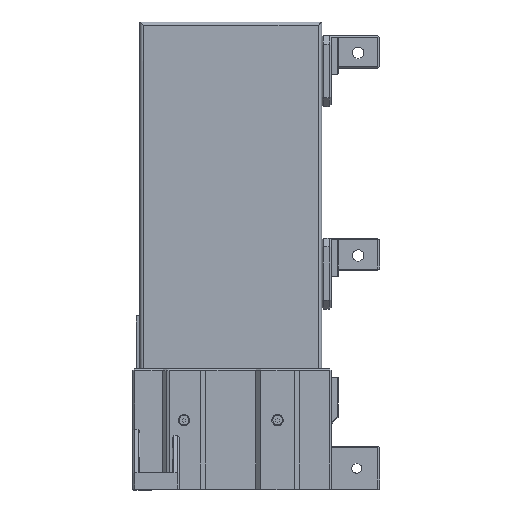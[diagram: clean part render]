
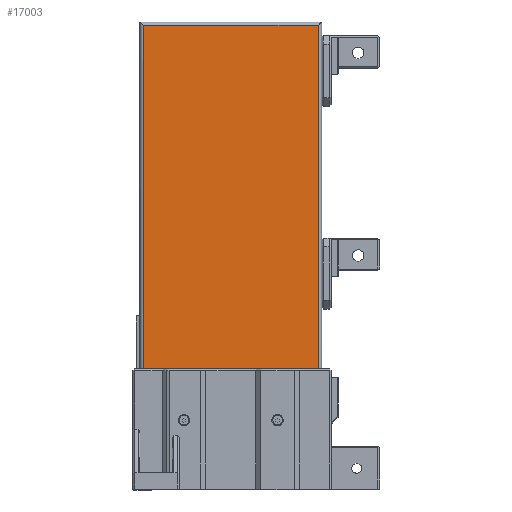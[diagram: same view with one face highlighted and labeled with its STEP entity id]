
A CAD part, left-side view. The second image highlights one B-rep face of the part: STEP entity #17003.
In plain terms, the highlighted face is planar.
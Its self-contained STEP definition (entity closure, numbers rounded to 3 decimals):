
#2248=LINE('',#24910,#3885);
#2250=LINE('',#24918,#3887);
#2252=LINE('',#24924,#3889);
#2259=LINE('',#24947,#3896);
#2268=LINE('',#24964,#3905);
#2291=LINE('',#25018,#3928);
#2294=LINE('',#25026,#3931);
#2296=LINE('',#25030,#3933);
#2298=LINE('',#25034,#3935);
#2301=LINE('',#25041,#3938);
#3885=VECTOR('',#20701,1000.);
#3887=VECTOR('',#20709,1000.);
#3889=VECTOR('',#20715,1000.);
#3896=VECTOR('',#20736,1000.);
#3905=VECTOR('',#20749,1000.);
#3928=VECTOR('',#20802,1000.);
#3931=VECTOR('',#20811,1000.);
#3933=VECTOR('',#20815,1000.);
#3935=VECTOR('',#20819,1000.);
#3938=VECTOR('',#20828,1000.);
#5118=FACE_OUTER_BOUND('',#6179,.T.);
#6179=EDGE_LOOP('',(#13016,#13017,#13018,#13019,#13020,#13021,#13022,#13023,
#13024,#13025,#13026,#13027));
#6956=CIRCLE('',#18232,1.5);
#6957=CIRCLE('',#18237,1.5);
#7708=VERTEX_POINT('',#24906);
#7710=VERTEX_POINT('',#24909);
#7712=VERTEX_POINT('',#24915);
#7715=VERTEX_POINT('',#24922);
#7724=VERTEX_POINT('',#24946);
#7730=VERTEX_POINT('',#24962);
#7746=VERTEX_POINT('',#25017);
#7747=VERTEX_POINT('',#25021);
#7748=VERTEX_POINT('',#25025);
#7749=VERTEX_POINT('',#25029);
#7750=VERTEX_POINT('',#25033);
#7751=VERTEX_POINT('',#25037);
#9556=EDGE_CURVE('',#7708,#7710,#2248,.T.);
#9560=EDGE_CURVE('',#7712,#7708,#2250,.T.);
#9563=EDGE_CURVE('',#7715,#7712,#2252,.T.);
#9574=EDGE_CURVE('',#7710,#7724,#2259,.T.);
#9583=EDGE_CURVE('',#7730,#7715,#2268,.T.);
#9608=EDGE_CURVE('',#7730,#7746,#2291,.T.);
#9610=EDGE_CURVE('',#7746,#7747,#6956,.T.);
#9612=EDGE_CURVE('',#7747,#7748,#2294,.T.);
#9614=EDGE_CURVE('',#7749,#7748,#2296,.T.);
#9616=EDGE_CURVE('',#7750,#7749,#2298,.T.);
#9618=EDGE_CURVE('',#7750,#7751,#6957,.T.);
#9620=EDGE_CURVE('',#7724,#7751,#2301,.T.);
#13016=ORIENTED_EDGE('',*,*,#9563,.F.);
#13017=ORIENTED_EDGE('',*,*,#9583,.F.);
#13018=ORIENTED_EDGE('',*,*,#9608,.T.);
#13019=ORIENTED_EDGE('',*,*,#9610,.T.);
#13020=ORIENTED_EDGE('',*,*,#9612,.T.);
#13021=ORIENTED_EDGE('',*,*,#9614,.F.);
#13022=ORIENTED_EDGE('',*,*,#9616,.F.);
#13023=ORIENTED_EDGE('',*,*,#9618,.T.);
#13024=ORIENTED_EDGE('',*,*,#9620,.F.);
#13025=ORIENTED_EDGE('',*,*,#9574,.F.);
#13026=ORIENTED_EDGE('',*,*,#9556,.F.);
#13027=ORIENTED_EDGE('',*,*,#9560,.F.);
#16342=PLANE('',#18242);
#17003=ADVANCED_FACE('',(#5118),#16342,.F.);
#18232=AXIS2_PLACEMENT_3D('',#25022,#20806,#20807);
#18237=AXIS2_PLACEMENT_3D('',#25038,#20823,#20824);
#18242=AXIS2_PLACEMENT_3D('',#25046,#20836,#20837);
#20701=DIRECTION('',(0.,-1.,0.));
#20709=DIRECTION('',(-1.,0.,0.));
#20715=DIRECTION('',(0.,1.,0.));
#20736=DIRECTION('',(1.,0.,0.));
#20749=DIRECTION('',(1.,0.,0.));
#20802=DIRECTION('',(0.,1.,0.));
#20806=DIRECTION('center_axis',(0.,0.,1.));
#20807=DIRECTION('ref_axis',(1.,0.,0.));
#20811=DIRECTION('',(0.,-1.,0.));
#20815=DIRECTION('',(1.,0.,0.));
#20819=DIRECTION('',(0.,-1.,0.));
#20823=DIRECTION('center_axis',(0.,0.,1.));
#20824=DIRECTION('ref_axis',(1.,0.,0.));
#20828=DIRECTION('',(0.,1.,0.));
#20836=DIRECTION('center_axis',(0.,0.,1.));
#20837=DIRECTION('ref_axis',(1.,0.,0.));
#24906=CARTESIAN_POINT('',(2.,233.4,0.));
#24909=CARTESIAN_POINT('',(2.,0.,0.));
#24910=CARTESIAN_POINT('',(2.,176.55,0.));
#24915=CARTESIAN_POINT('',(103.,233.4,0.));
#24918=CARTESIAN_POINT('',(78.75,233.4,0.));
#24922=CARTESIAN_POINT('',(103.,0.,0.));
#24924=CARTESIAN_POINT('',(103.,58.85,0.));
#24946=CARTESIAN_POINT('',(24.,0.,0.));
#24947=CARTESIAN_POINT('',(0.,0.,0.));
#24962=CARTESIAN_POINT('',(81.,0.,0.));
#24964=CARTESIAN_POINT('',(0.,0.,0.));
#25017=CARTESIAN_POINT('',(81.,9.5,0.));
#25018=CARTESIAN_POINT('',(81.,0.,0.));
#25021=CARTESIAN_POINT('',(78.,9.5,0.));
#25022=CARTESIAN_POINT('Origin',(79.5,9.5,0.));
#25025=CARTESIAN_POINT('',(78.,0.,0.));
#25026=CARTESIAN_POINT('',(78.,9.5,0.));
#25029=CARTESIAN_POINT('',(27.,0.,0.));
#25030=CARTESIAN_POINT('',(0.,0.,0.));
#25033=CARTESIAN_POINT('',(27.,9.5,0.));
#25034=CARTESIAN_POINT('',(27.,9.5,0.));
#25037=CARTESIAN_POINT('',(24.,9.5,0.));
#25038=CARTESIAN_POINT('Origin',(25.5,9.5,0.));
#25041=CARTESIAN_POINT('',(24.,0.,0.));
#25046=CARTESIAN_POINT('Origin',(52.5,117.7,0.));
